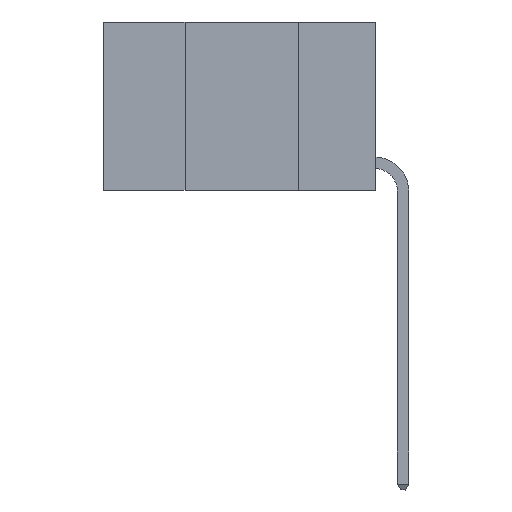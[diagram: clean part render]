
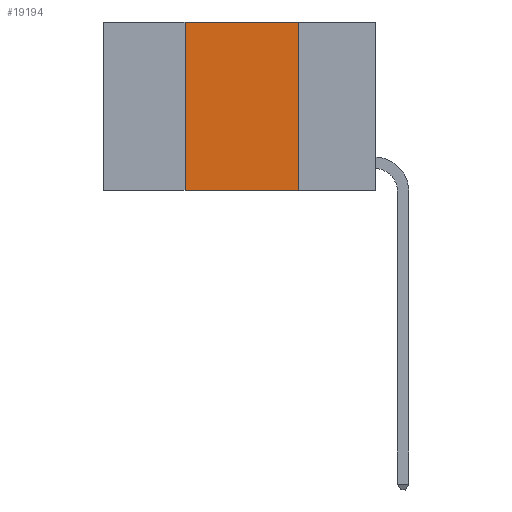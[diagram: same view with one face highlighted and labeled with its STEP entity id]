
A CAD part, left-side view. The second image highlights one B-rep face of the part: STEP entity #19194.
In plain terms, the highlighted planar face has unit normal (-1, 0, 0).
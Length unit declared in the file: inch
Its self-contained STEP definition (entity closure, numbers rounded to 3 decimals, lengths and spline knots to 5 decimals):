
#656 = VERTEX_POINT ( 'NONE', #16730 ) ;
#865 = EDGE_CURVE ( 'NONE', #656, #6529, #26130, .T. ) ;
#895 = CARTESIAN_POINT ( 'NONE',  ( 0., 0.6, 0. ) ) ;
#1948 = LINE ( 'NONE', #18420, #24484 ) ;
#2162 = EDGE_CURVE ( 'NONE', #11129, #6529, #19574, .T. ) ;
#2213 = ORIENTED_EDGE ( 'NONE', *, *, #15482, .F. ) ;
#2603 = DIRECTION ( 'NONE',  ( 0., -1., 0. ) ) ;
#2761 = VECTOR ( 'NONE', #2603, 39.37008 ) ;
#4262 = DIRECTION ( 'NONE',  ( 1., 0., 0. ) ) ;
#4625 = ORIENTED_EDGE ( 'NONE', *, *, #865, .F. ) ;
#6529 = VERTEX_POINT ( 'NONE', #23058 ) ;
#8150 = ORIENTED_EDGE ( 'NONE', *, *, #2162, .T. ) ;
#9755 = DIRECTION ( 'NONE',  ( 0., 0., 1. ) ) ;
#11129 = VERTEX_POINT ( 'NONE', #15736 ) ;
#11898 = ORIENTED_EDGE ( 'NONE', *, *, #22994, .F. ) ;
#13052 = PLANE ( 'NONE',  #14948 ) ;
#13973 = VECTOR ( 'NONE', #22299, 39.37008 ) ;
#14323 = EDGE_LOOP ( 'NONE', ( #4625, #2213, #11898, #8150 ) ) ;
#14948 = AXIS2_PLACEMENT_3D ( 'NONE', #17422, #4262, #19581 ) ;
#15482 = EDGE_CURVE ( 'NONE', #26161, #656, #26833, .T. ) ;
#15736 = CARTESIAN_POINT ( 'NONE',  ( 0., 0.42, -0.37 ) ) ;
#15783 = CARTESIAN_POINT ( 'NONE',  ( 0., 0.6, -0.37 ) ) ;
#16730 = CARTESIAN_POINT ( 'NONE',  ( 0., 0.17, 0. ) ) ;
#17422 = CARTESIAN_POINT ( 'NONE',  ( 0., 0.6, 0. ) ) ;
#18420 = CARTESIAN_POINT ( 'NONE',  ( 0., 0.42, 0. ) ) ;
#18500 = DIRECTION ( 'NONE',  ( 0., -1., 0. ) ) ;
#19194 = ADVANCED_FACE ( 'NONE', ( #25983 ), #13052, .F. ) ;
#19574 = LINE ( 'NONE', #15783, #2761 ) ;
#19581 = DIRECTION ( 'NONE',  ( 0., 0., -1. ) ) ;
#20120 = CARTESIAN_POINT ( 'NONE',  ( 0., 0.17, 0. ) ) ;
#21179 = VECTOR ( 'NONE', #18500, 39.37008 ) ;
#22299 = DIRECTION ( 'NONE',  ( 0., 0., -1. ) ) ;
#22994 = EDGE_CURVE ( 'NONE', #11129, #26161, #1948, .T. ) ;
#23058 = CARTESIAN_POINT ( 'NONE',  ( 0., 0.17, -0.37 ) ) ;
#24484 = VECTOR ( 'NONE', #9755, 39.37008 ) ;
#25983 = FACE_OUTER_BOUND ( 'NONE', #14323, .T. ) ;
#26130 = LINE ( 'NONE', #20120, #13973 ) ;
#26161 = VERTEX_POINT ( 'NONE', #27866 ) ;
#26833 = LINE ( 'NONE', #895, #21179 ) ;
#27866 = CARTESIAN_POINT ( 'NONE',  ( 0., 0.42, 0. ) ) ;
